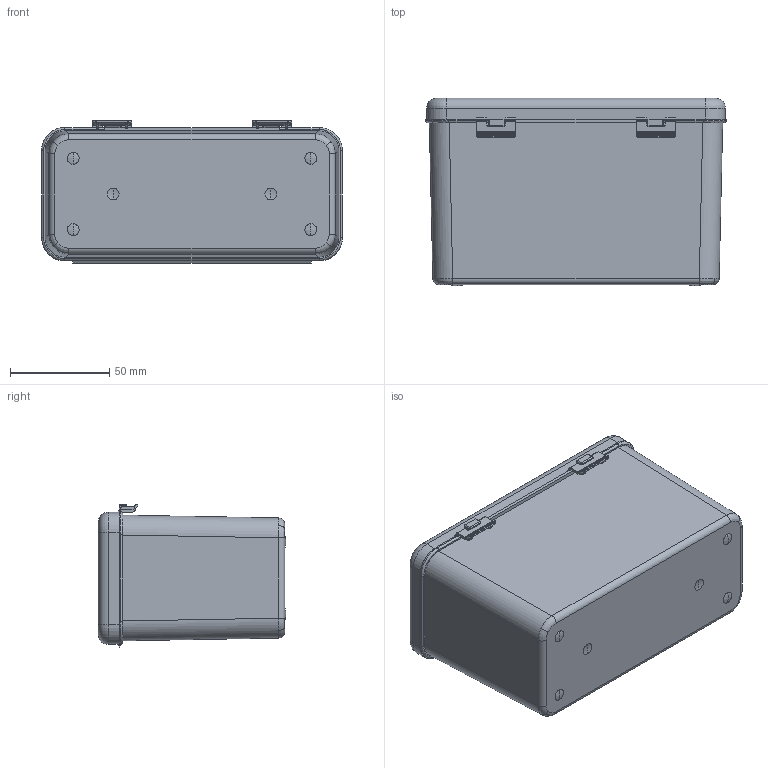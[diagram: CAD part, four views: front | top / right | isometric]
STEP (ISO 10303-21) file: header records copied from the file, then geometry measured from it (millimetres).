
FILE_DESCRIPTION (( 'STEP AP214' ), '1' );
FILE_NAME ('B140 Êîðîáêà ïëàñòèêîâàÿ, 150x66x95 ìì.STEP', '2020-01-21T10:51:47', ( 'Ïîëüçîâàòåëü Windows' ), ( '' ), 'SwSTEP 2.0', 'SolidWorks 2019', '' );
FILE_SCHEMA (( 'AUTOMOTIVE_DESIGN' ));
Length unit declared in the file: millimetre
Products named in the file (4): B140 ч鸗鍆趌00; B140 Êðûøêà_12; B140 Êîðîáêà ïëàñòèêîâàÿ, 150x66x95 ìì; B140 澎觐耱黖00
Assembly tree (4 placements, depth 2):
  B140 Êîðîáêà ïëàñòèêîâàÿ, 150x66x95 ìì
    B140 澎觐耱黖00
    B140 ч鸗鍆趌00  x2
    B140 Êðûøêà_12
Bounding box: 151.4 x 94.31 x 71.91 mm (x, y, z)
Volume: 65441.6 mm3; surface area: 117156.7 mm2
Topology: 13 solids, 13 shells, 324 faces, 822 edges, 518 vertices
Faces by surface type: plane 149, cylinder 107, bspline 40, torus 20, sphere 8
Entity records: 9445 total; most frequent: CARTESIAN_POINT 3181, ORIENTED_EDGE 1296, DIRECTION 1212, EDGE_CURVE 648, AXIS2_PLACEMENT_3D 433, VERTEX_POINT 412, VECTOR 346, LINE 346
